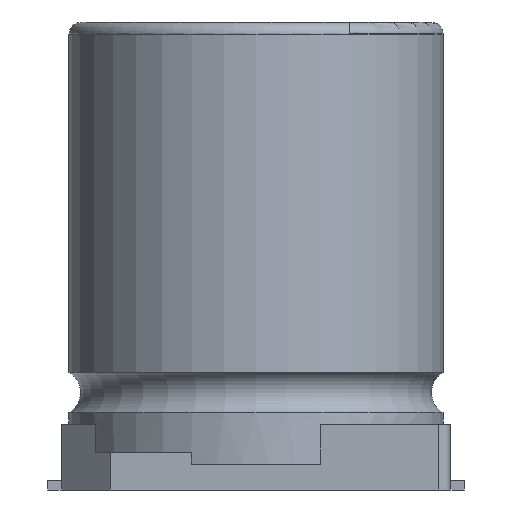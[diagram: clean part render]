
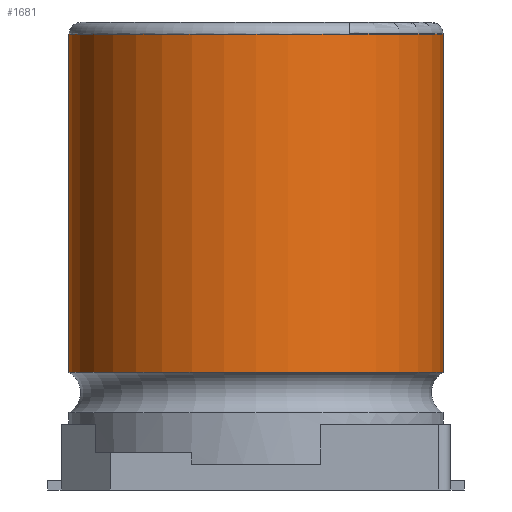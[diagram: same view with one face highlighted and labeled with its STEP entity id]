
A CAD part, front view. The second image highlights one B-rep face of the part: STEP entity #1681.
In plain terms, the highlighted cylindrical face has radius 4 mm (diameter 8 mm), a full revolution.
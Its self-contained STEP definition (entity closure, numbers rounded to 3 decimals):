
#1660 = VERTEX_POINT('',#1661);
#1661 = CARTESIAN_POINT('',(4.,0.,2.516));
#1670 = EDGE_CURVE('',#1660,#1660,#1671,.T.);
#1671 = CIRCLE('',#1672,4.);
#1672 = AXIS2_PLACEMENT_3D('',#1673,#1674,#1675);
#1673 = CARTESIAN_POINT('',(0.,0.,2.516));
#1674 = DIRECTION('',(0.,0.,-1.));
#1675 = DIRECTION('',(1.,0.,0.));
#1681 = ADVANCED_FACE('',(#1682),#1719,.T.);
#1682 = FACE_BOUND('',#1683,.T.);
#1683 = EDGE_LOOP('',(#1684,#1692,#1701,#1710,#1717,#1718));
#1684 = ORIENTED_EDGE('',*,*,#1685,.T.);
#1685 = EDGE_CURVE('',#1660,#1686,#1688,.T.);
#1686 = VERTEX_POINT('',#1687);
#1687 = CARTESIAN_POINT('',(4.,0.,9.75));
#1688 = LINE('',#1689,#1690);
#1689 = CARTESIAN_POINT('',(4.,0.,2.516));
#1690 = VECTOR('',#1691,1.);
#1691 = DIRECTION('',(0.,0.,1.));
#1692 = ORIENTED_EDGE('',*,*,#1693,.T.);
#1693 = EDGE_CURVE('',#1686,#1694,#1696,.T.);
#1694 = VERTEX_POINT('',#1695);
#1695 = CARTESIAN_POINT('',(2.,-3.464,9.75));
#1696 = CIRCLE('',#1697,4.);
#1697 = AXIS2_PLACEMENT_3D('',#1698,#1699,#1700);
#1698 = CARTESIAN_POINT('',(0.,0.,9.75));
#1699 = DIRECTION('',(0.,0.,-1.));
#1700 = DIRECTION('',(1.,0.,0.));
#1701 = ORIENTED_EDGE('',*,*,#1702,.T.);
#1702 = EDGE_CURVE('',#1694,#1703,#1705,.T.);
#1703 = VERTEX_POINT('',#1704);
#1704 = CARTESIAN_POINT('',(2.,3.464,9.75));
#1705 = CIRCLE('',#1706,4.);
#1706 = AXIS2_PLACEMENT_3D('',#1707,#1708,#1709);
#1707 = CARTESIAN_POINT('',(0.,0.,9.75));
#1708 = DIRECTION('',(0.,0.,-1.));
#1709 = DIRECTION('',(1.,0.,0.));
#1710 = ORIENTED_EDGE('',*,*,#1711,.T.);
#1711 = EDGE_CURVE('',#1703,#1686,#1712,.T.);
#1712 = CIRCLE('',#1713,4.);
#1713 = AXIS2_PLACEMENT_3D('',#1714,#1715,#1716);
#1714 = CARTESIAN_POINT('',(0.,0.,9.75));
#1715 = DIRECTION('',(0.,0.,-1.));
#1716 = DIRECTION('',(1.,0.,0.));
#1717 = ORIENTED_EDGE('',*,*,#1685,.F.);
#1718 = ORIENTED_EDGE('',*,*,#1670,.F.);
#1719 = CYLINDRICAL_SURFACE('',#1720,4.);
#1720 = AXIS2_PLACEMENT_3D('',#1721,#1722,#1723);
#1721 = CARTESIAN_POINT('',(0.,0.,2.516));
#1722 = DIRECTION('',(0.,0.,1.));
#1723 = DIRECTION('',(1.,0.,0.));
